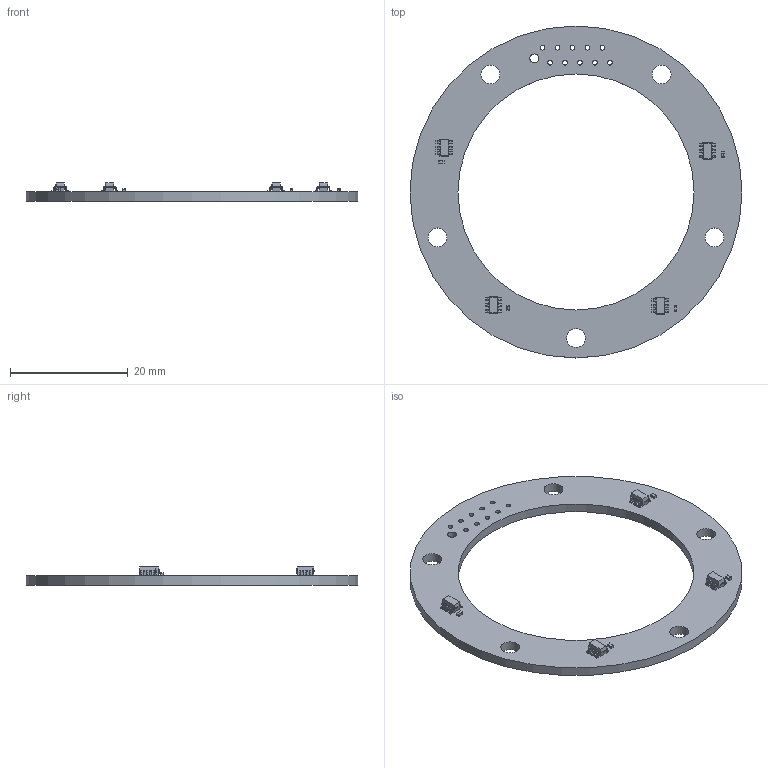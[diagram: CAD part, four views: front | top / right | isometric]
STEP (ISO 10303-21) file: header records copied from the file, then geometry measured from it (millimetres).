
FILE_DESCRIPTION(('FreeCAD Model'),'2;1');
FILE_NAME('roboy_3.0_40mm_ball_sensor1.step','2019-08-20T14:03:23',( 'kicad StepUp'),('ksu MCAD'),'Open CASCADE STEP processor 6.9', 'FreeCAD','Unknown');
FILE_SCHEMA(('AUTOMOTIVE_DESIGN { 1 0 10303 214 1 1 1 1 }'));
Length unit declared in the file: millimetre
Products named in the file (10): ASSEMBLY; Pcb; SOT_23_6_; SOT_23_6_001; SOT_23_6_002; C_0402_1005Metric_; C_0402_1005Metric_001; C_0402_1005Metric_002; C_0402_1005Metric_003; SOT_23_6_003
Assembly tree (9 placements, depth 2):
  ASSEMBLY
    Pcb
    SOT_23_6_
    SOT_23_6_001
    SOT_23_6_002
    C_0402_1005Metric_
    C_0402_1005Metric_001
    C_0402_1005Metric_002
    C_0402_1005Metric_003
    SOT_23_6_003
Bounding box: 56.4 x 56.4 x 3.15 mm (x, y, z)
Volume: 1928.9 mm3; surface area: 3117.6 mm2
Topology: 9 solids, 9 shells, 628 faces, 1614 edges, 1012 vertices
Faces by surface type: plane 346, cylinder 162, bspline 120
Full cylindrical faces by diameter (mm): 0.8 x10, 1.5 x1, 3.2 x5, 40.098 x1, 56.4 x1
Entity records: 23102 total; most frequent: CARTESIAN_POINT 3752, ORIENTED_EDGE 3228, DIRECTION 2846, EDGE_CURVE 1614, LINE 1162, VECTOR 1162, VERTEX_POINT 1012, AXIS2_PLACEMENT_3D 842
